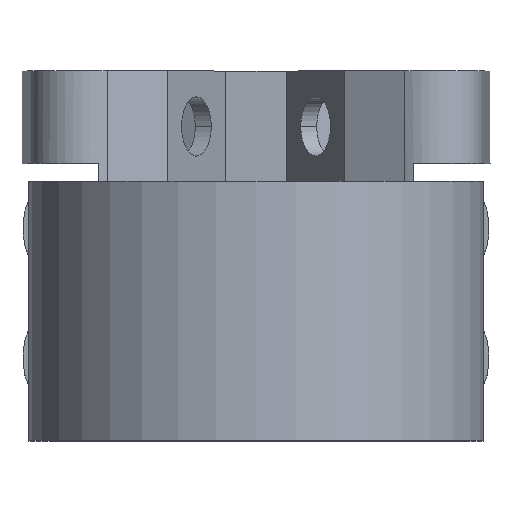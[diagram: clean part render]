
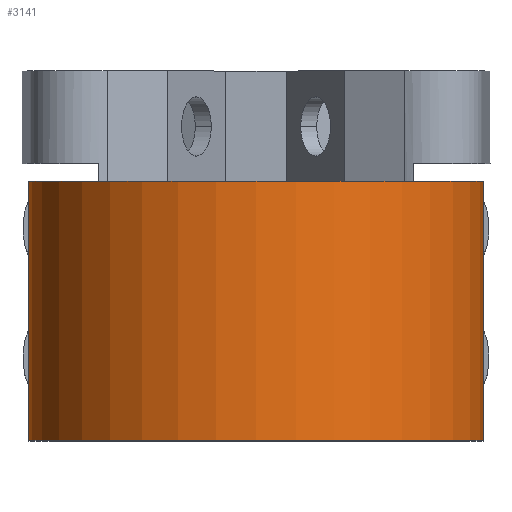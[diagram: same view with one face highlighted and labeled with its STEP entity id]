
A CAD part, top view. The second image highlights one B-rep face of the part: STEP entity #3141.
In plain terms, the highlighted cylindrical face has radius 12.3 mm (diameter 24.6 mm), a partial arc.
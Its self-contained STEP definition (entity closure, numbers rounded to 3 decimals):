
#45=CARTESIAN_POINT('',(0.,0.,0.));
#46=DIRECTION('',(0.,1.,0.));
#47=DIRECTION('',(-1.,0.,0.));
#48=AXIS2_PLACEMENT_3D('',#45,#46,#47);
#346=DIRECTION('',(0.,1.,0.));
#347=VECTOR('',#346,14.);
#348=CARTESIAN_POINT('',(-12.3,0.,0.));
#349=LINE('',#348,#347);
#353=DIRECTION('',(0.,-1.,0.));
#354=VECTOR('',#353,14.);
#355=CARTESIAN_POINT('',(12.3,14.,0.));
#356=LINE('',#355,#354);
#383=CARTESIAN_POINT('',(0.,14.,0.));
#384=DIRECTION('',(0.,-1.,0.));
#385=DIRECTION('',(1.,0.,0.));
#386=AXIS2_PLACEMENT_3D('',#383,#384,#385);
#2455=CARTESIAN_POINT('',(-12.3,0.,0.));
#2457=VERTEX_POINT('',#2455);
#2458=CARTESIAN_POINT('',(12.3,0.,0.));
#2459=VERTEX_POINT('',#2458);
#2526=CARTESIAN_POINT('',(-12.3,14.,0.));
#2527=VERTEX_POINT('',#2526);
#2590=CARTESIAN_POINT('',(12.3,14.,0.));
#2591=VERTEX_POINT('',#2590);
#3129=CARTESIAN_POINT('',(0.,0.,0.));
#3130=DIRECTION('',(0.,-1.,0.));
#3131=DIRECTION('',(1.,0.,0.));
#3132=AXIS2_PLACEMENT_3D('',#3129,#3130,#3131);
#3133=CYLINDRICAL_SURFACE('',#3132,12.3);
#3134=ORIENTED_EDGE('',*,*,#2897,.F.);
#3135=ORIENTED_EDGE('',*,*,#2979,.T.);
#3137=ORIENTED_EDGE('',*,*,#3136,.F.);
#3138=ORIENTED_EDGE('',*,*,#3082,.T.);
#3139=EDGE_LOOP('',(#3134,#3135,#3137,#3138));
#3140=FACE_OUTER_BOUND('',#3139,.F.);
#3141=ADVANCED_FACE('',(#3140),#3133,.T.);
#49=CIRCLE('',#48,12.3);
#387=CIRCLE('',#386,12.3);
#2897=EDGE_CURVE('',#2457,#2459,#49,.T.);
#2979=EDGE_CURVE('',#2457,#2527,#349,.T.);
#3082=EDGE_CURVE('',#2591,#2459,#356,.T.);
#3136=EDGE_CURVE('',#2591,#2527,#387,.T.);
